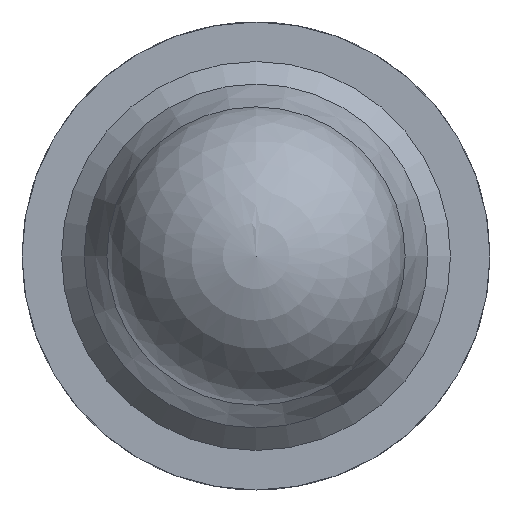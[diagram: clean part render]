
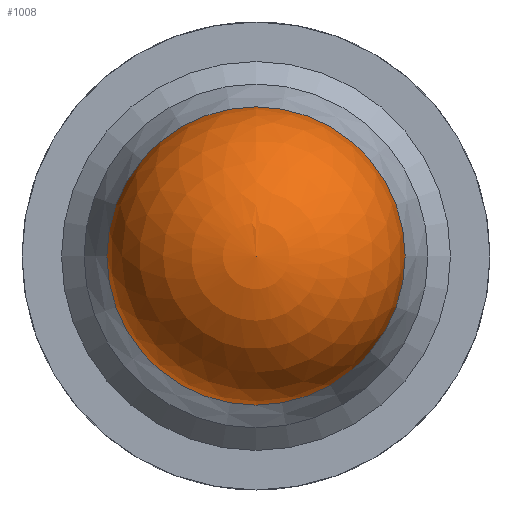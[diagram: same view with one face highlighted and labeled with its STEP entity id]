
A CAD part, front view. The second image highlights one B-rep face of the part: STEP entity #1008.
In plain terms, the highlighted spherical face has radius 12.75 mm.
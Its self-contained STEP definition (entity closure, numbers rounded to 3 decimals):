
#19=SPHERICAL_SURFACE('',#1141,12.75);
#113=FACE_OUTER_BOUND('',#190,.T.);
#190=EDGE_LOOP('',(#765,#766,#767,#768));
#366=CIRCLE('',#1142,12.75);
#367=CIRCLE('',#1143,12.75);
#368=CIRCLE('',#1144,12.75);
#451=VERTEX_POINT('',#1735);
#452=VERTEX_POINT('',#1736);
#453=VERTEX_POINT('',#1738);
#564=EDGE_CURVE('',#451,#452,#366,.T.);
#565=EDGE_CURVE('',#451,#453,#367,.T.);
#566=EDGE_CURVE('',#452,#451,#368,.T.);
#765=ORIENTED_EDGE('',*,*,#564,.F.);
#766=ORIENTED_EDGE('',*,*,#565,.T.);
#767=ORIENTED_EDGE('',*,*,#565,.F.);
#768=ORIENTED_EDGE('',*,*,#566,.F.);
#1008=ADVANCED_FACE('',(#113),#19,.T.);
#1141=AXIS2_PLACEMENT_3D('',#1734,#1403,#1404);
#1142=AXIS2_PLACEMENT_3D('',#1737,#1405,#1406);
#1143=AXIS2_PLACEMENT_3D('',#1739,#1407,#1408);
#1144=AXIS2_PLACEMENT_3D('',#1740,#1409,#1410);
#1403=DIRECTION('center_axis',(0.,1.,0.));
#1404=DIRECTION('ref_axis',(0.,0.,-1.));
#1405=DIRECTION('center_axis',(0.,1.,0.));
#1406=DIRECTION('ref_axis',(1.,0.,0.));
#1407=DIRECTION('center_axis',(1.,0.,0.));
#1408=DIRECTION('ref_axis',(0.,0.,1.));
#1409=DIRECTION('center_axis',(0.,1.,0.));
#1410=DIRECTION('ref_axis',(1.,0.,0.));
#1734=CARTESIAN_POINT('Origin',(0.,12.75,0.));
#1735=CARTESIAN_POINT('',(0.,12.75,12.75));
#1736=CARTESIAN_POINT('',(-12.75,12.75,0.));
#1737=CARTESIAN_POINT('Origin',(0.,12.75,
0.));
#1738=CARTESIAN_POINT('',(0.,0.,0.));
#1739=CARTESIAN_POINT('Origin',(0.,12.75,0.));
#1740=CARTESIAN_POINT('Origin',(0.,12.75,
0.));
